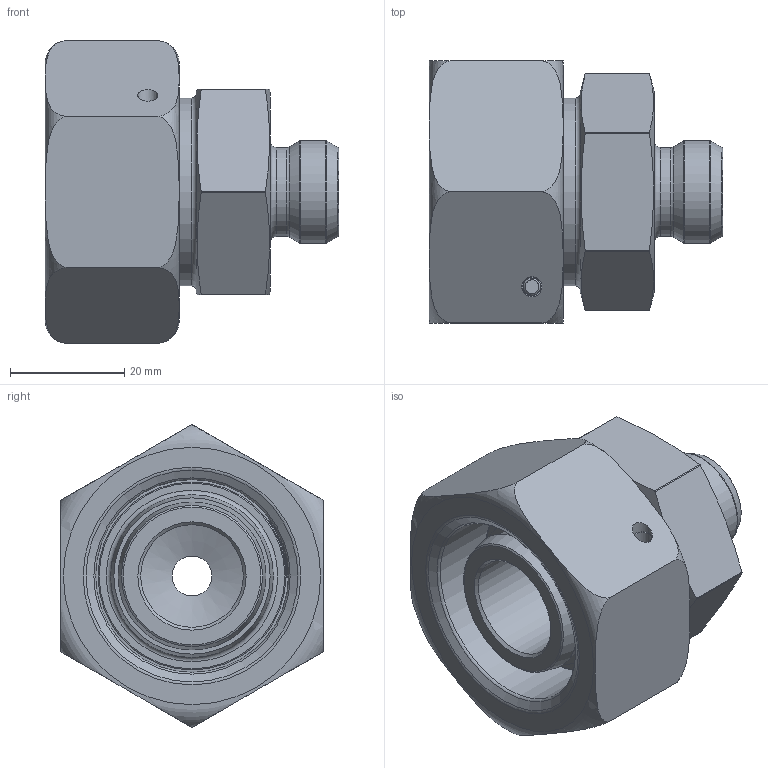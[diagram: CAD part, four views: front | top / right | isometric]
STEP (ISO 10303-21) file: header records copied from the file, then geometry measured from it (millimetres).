
FILE_DESCRIPTION(/* description */ (''),/* implementation_level */ '2;1');
FILE_NAME(/* name */ 'GDA2510.stp',/* time_stamp */ '2025-01-17T07:55:56+01:00',/* author */ (''),/* organization */ (''),/* preprocessor_version */ 'ST-DEVELOPER v16',/* originating_system */ 'SIEMENS PLM Software NX 10.0',/* authorisation */ '');
FILE_SCHEMA (('CONFIG_CONTROL_DESIGN'));
Length unit declared in the file: millimetre
Products named in the file (5): X-ST25; X-OR-25; X-MT25; X-GDA2510; GDA2510
Assembly tree (4 placements, depth 2):
  GDA2510
    X-GDA2510
    X-MT25
    X-OR-25
    X-ST25
Bounding box: 51.5 x 46 x 53.12 mm (x, y, z)
Volume: 49508.7 mm3; surface area: 18175.2 mm2
Topology: 4 solids, 4 shells, 282 faces, 752 edges, 494 vertices
Faces by surface type: plane 210, torus 20, extrusion 18, cylinder 17, cone 14, bspline 2, revolution 1
Full cylindrical faces by diameter (mm): 3.245 x1, 3.545 x1, 7 x1, 10.195 x1, 15.6 x1, 18 x2, 32.955 x2, 33.3 x1, 33.835 x1
Entity records: 10219 total; most frequent: CARTESIAN_POINT 3748, ORIENTED_EDGE 1376, DIRECTION 875, EDGE_CURVE 688, VERTEX_POINT 478, B_SPLINE_CURVE_WITH_KNOTS 441, EDGE_LOOP 351, AXIS2_PLACEMENT_3D 324
